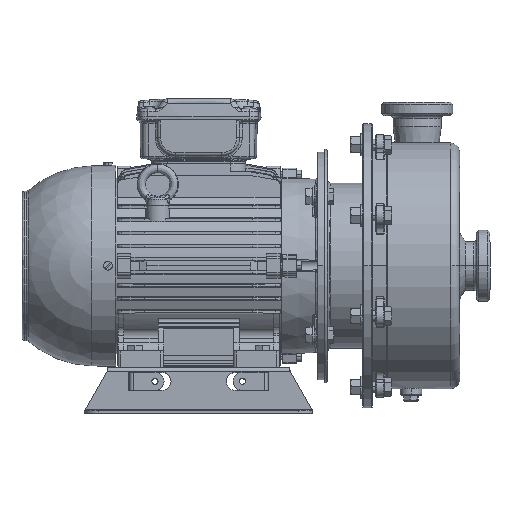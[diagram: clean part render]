
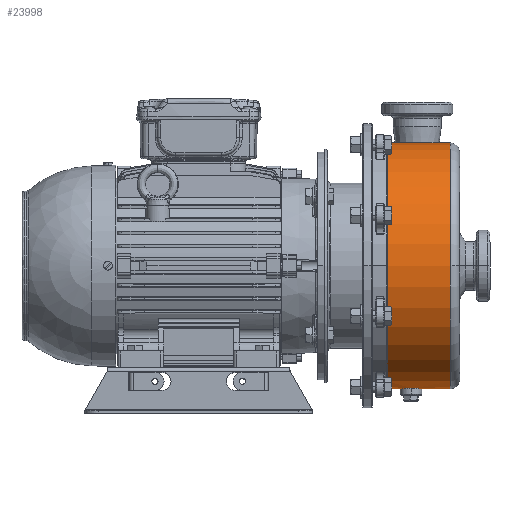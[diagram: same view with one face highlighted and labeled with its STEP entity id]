
A CAD part, top view. The second image highlights one B-rep face of the part: STEP entity #23998.
In plain terms, the highlighted cylindrical face has radius 135 mm (diameter 270 mm), a partial arc.
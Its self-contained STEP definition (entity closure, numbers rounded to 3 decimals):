
#358 = CARTESIAN_POINT ( 'NONE',  ( -79.851, -34.484, -6.34 ) ) ;
#673 = CARTESIAN_POINT ( 'NONE',  ( -79.473, -43.107, -11.922 ) ) ;
#1378 = FACE_OUTER_BOUND ( 'NONE', #51854, .T. ) ;
#2016 = DIRECTION ( 'NONE',  ( 0., 1., 0. ) ) ;
#5606 = CARTESIAN_POINT ( 'NONE',  ( -79.663, -51.984, -9.529 ) ) ;
#5886 = VERTEX_POINT ( 'NONE', #26638 ) ;
#5889 = AXIS2_PLACEMENT_3D ( 'NONE', #94756, #20241, #50212 ) ;
#5957 = CARTESIAN_POINT ( 'NONE',  ( -80., -56.68, -0.793 ) ) ;
#6675 = CARTESIAN_POINT ( 'NONE',  ( -80., -1.64, 0. ) ) ;
#6915 = ORIENTED_EDGE ( 'NONE', *, *, #17281, .F. ) ;
#7840 = CARTESIAN_POINT ( 'NONE',  ( -79.768, -35.639, -7.929 ) ) ;
#8176 = CARTESIAN_POINT ( 'NONE',  ( -79.466, -44.68, -12. ) ) ;
#10081 = DIRECTION ( 'NONE',  ( 0., 1., 0. ) ) ;
#12748 = CARTESIAN_POINT ( 'NONE',  ( -79.466, -45.472, -12. ) ) ;
#13075 = CARTESIAN_POINT ( 'NONE',  ( -79.715, -52.886, -8.764 ) ) ;
#13391 = AXIS2_PLACEMENT_3D ( 'NONE', #46623, #2016, #54084 ) ;
#15303 = CARTESIAN_POINT ( 'NONE',  ( -79.698, -36.76, -9.023 ) ) ;
#15568 = ORIENTED_EDGE ( 'NONE', *, *, #69516, .F. ) ;
#16988 = CIRCLE ( 'NONE', #13391, 135. ) ;
#17119 = B_SPLINE_CURVE_WITH_KNOTS ( 'NONE', 3,
 ( #29636, #37075, #22459, #74454, #29943, #81960, #37411, #89450, #44918, #358, #52412, #7840, #59862, #15303, #67303, #22775, #74792, #30271, #82261, #37750, #89789, #45237, #673, #52742, #8176 ),
 .UNSPECIFIED., .F., .F.,
 ( 4, 2, 2, 1, 2, 2, 2, 2, 2, 2, 2, 2, 4 ),
 ( 0.038, 0.04, 0.041, 0.042, 0.043, 0.045, 0.047, 0.048, 0.049, 0.052, 0.053, 0.054, 0.056 ),
 .UNSPECIFIED. ) ;
#17281 = EDGE_CURVE ( 'NONE', #58610, #89292, #61976, .T. ) ;
#20241 = DIRECTION ( 'NONE',  ( 0., 1., 0. ) ) ;
#20535 = CARTESIAN_POINT ( 'NONE',  ( -79.802, -54.212, -7.332 ) ) ;
#21956 = CARTESIAN_POINT ( 'NONE',  ( 190., 3.379, 0. ) ) ;
#22459 = CARTESIAN_POINT ( 'NONE',  ( -79.993, -32.756, -1.563 ) ) ;
#22775 = CARTESIAN_POINT ( 'NONE',  ( -79.647, -37.689, -9.761 ) ) ;
#23762 = CARTESIAN_POINT ( 'NONE',  ( -80., -32.68, 0. ) ) ;
#23998 = ADVANCED_FACE ( 'NONE', ( #1378 ), #58400, .T. ) ;
#25384 = B_SPLINE_CURVE_WITH_KNOTS ( 'NONE', 3,
 ( #27405, #12748, #72243, #27708, #79719, #35203, #87217, #42692, #94743, #50199, #5606, #57630, #13075, #65070, #20535, #72558, #28037, #80020, #35508, #87553, #43012, #95046, #50518, #5957, #57942 ),
 .UNSPECIFIED., .F., .F.,
 ( 4, 2, 2, 2, 2, 2, 2, 2, 2, 1, 2, 2, 4 ),
 ( 0.056, 0.059, 0.06, 0.061, 0.063, 0.065, 0.066, 0.068, 0.069, 0.07, 0.072, 0.073, 0.075 ),
 .UNSPECIFIED. ) ;
#26638 = CARTESIAN_POINT ( 'NONE',  ( 190., -70.53, 0. ) ) ;
#27405 = CARTESIAN_POINT ( 'NONE',  ( -79.466, -44.68, -12. ) ) ;
#27708 = CARTESIAN_POINT ( 'NONE',  ( -79.493, -47.403, -11.694 ) ) ;
#28037 = CARTESIAN_POINT ( 'NONE',  ( -79.867, -55.074, -6.009 ) ) ;
#29636 = CARTESIAN_POINT ( 'NONE',  ( -80., -32.68, 0. ) ) ;
#29943 = CARTESIAN_POINT ( 'NONE',  ( -79.965, -33.083, -3.11 ) ) ;
#30271 = CARTESIAN_POINT ( 'NONE',  ( -79.569, -39.356, -10.783 ) ) ;
#33794 = CARTESIAN_POINT ( 'NONE',  ( -80., 3.379, 0. ) ) ;
#34211 = CARTESIAN_POINT ( 'NONE',  ( -79.466, -44.68, -12. ) ) ;
#34264 = CARTESIAN_POINT ( 'NONE',  ( 55., -1.64, 0. ) ) ;
#35203 = CARTESIAN_POINT ( 'NONE',  ( -79.52, -48.536, -11.37 ) ) ;
#35508 = CARTESIAN_POINT ( 'NONE',  ( -79.923, -55.78, -4.61 ) ) ;
#37075 = CARTESIAN_POINT ( 'NONE',  ( -80., -32.68, -0.784 ) ) ;
#37411 = CARTESIAN_POINT ( 'NONE',  ( -79.923, -33.576, -4.599 ) ) ;
#37750 = CARTESIAN_POINT ( 'NONE',  ( -79.52, -40.821, -11.369 ) ) ;
#41725 = DIRECTION ( 'NONE',  ( -1., 0., 0. ) ) ;
#42692 = CARTESIAN_POINT ( 'NONE',  ( -79.569, -50., -10.785 ) ) ;
#43012 = CARTESIAN_POINT ( 'NONE',  ( -79.964, -56.273, -3.124 ) ) ;
#44918 = CARTESIAN_POINT ( 'NONE',  ( -79.867, -34.28, -6. ) ) ;
#45237 = CARTESIAN_POINT ( 'NONE',  ( -79.493, -41.956, -11.693 ) ) ;
#46623 = CARTESIAN_POINT ( 'NONE',  ( 55., -70.53, 0. ) ) ;
#48751 = DIRECTION ( 'NONE',  ( 0., 1., 0. ) ) ;
#49033 = ORIENTED_EDGE ( 'NONE', *, *, #75496, .T. ) ;
#50199 = CARTESIAN_POINT ( 'NONE',  ( -79.647, -51.667, -9.764 ) ) ;
#50212 = DIRECTION ( 'NONE',  ( -1., 0., 0. ) ) ;
#50518 = CARTESIAN_POINT ( 'NONE',  ( -79.993, -56.602, -1.577 ) ) ;
#51506 = VECTOR ( 'NONE', #73982, 1000. ) ;
#51854 = EDGE_LOOP ( 'NONE', ( #55829, #71733, #68516, #79736, #15568, #49033, #6915 ) ) ;
#52412 = CARTESIAN_POINT ( 'NONE',  ( -79.803, -35.142, -7.325 ) ) ;
#52742 = CARTESIAN_POINT ( 'NONE',  ( -79.466, -43.887, -12. ) ) ;
#54084 = DIRECTION ( 'NONE',  ( -1., 0., 0. ) ) ;
#54627 = CARTESIAN_POINT ( 'NONE',  ( -80., 3.379, 0. ) ) ;
#55365 = EDGE_CURVE ( 'NONE', #81356, #68897, #95813, .T. ) ;
#55829 = ORIENTED_EDGE ( 'NONE', *, *, #93664, .F. ) ;
#56205 = VECTOR ( 'NONE', #48751, 1000. ) ;
#57630 = CARTESIAN_POINT ( 'NONE',  ( -79.698, -52.595, -9.028 ) ) ;
#57942 = CARTESIAN_POINT ( 'NONE',  ( -80., -56.68, 0. ) ) ;
#58400 = CYLINDRICAL_SURFACE ( 'NONE', #5889, 135. ) ;
#58610 = VERTEX_POINT ( 'NONE', #79049 ) ;
#59862 = CARTESIAN_POINT ( 'NONE',  ( -79.716, -36.469, -8.759 ) ) ;
#61976 = CIRCLE ( 'NONE', #92095, 135. ) ;
#63078 = VECTOR ( 'NONE', #10081, 1000. ) ;
#64098 = CARTESIAN_POINT ( 'NONE',  ( -80., -70.53, 0. ) ) ;
#65070 = CARTESIAN_POINT ( 'NONE',  ( -79.768, -53.716, -7.935 ) ) ;
#65416 = LINE ( 'NONE', #54627, #63078 ) ;
#67303 = CARTESIAN_POINT ( 'NONE',  ( -79.664, -37.371, -9.525 ) ) ;
#68516 = ORIENTED_EDGE ( 'NONE', *, *, #55365, .T. ) ;
#68897 = VERTEX_POINT ( 'NONE', #94504 ) ;
#69516 = EDGE_CURVE ( 'NONE', #75406, #92969, #17119, .T. ) ;
#71195 = LINE ( 'NONE', #21956, #51506 ) ;
#71733 = ORIENTED_EDGE ( 'NONE', *, *, #89512, .T. ) ;
#72243 = CARTESIAN_POINT ( 'NONE',  ( -79.473, -46.253, -11.922 ) ) ;
#72558 = CARTESIAN_POINT ( 'NONE',  ( -79.851, -54.87, -6.35 ) ) ;
#73982 = DIRECTION ( 'NONE',  ( 0., 1., 0. ) ) ;
#74454 = CARTESIAN_POINT ( 'NONE',  ( -79.973, -32.987, -2.724 ) ) ;
#74792 = CARTESIAN_POINT ( 'NONE',  ( -79.598, -38.667, -10.415 ) ) ;
#75406 = VERTEX_POINT ( 'NONE', #23762 ) ;
#75496 = EDGE_CURVE ( 'NONE', #75406, #89292, #65416, .T. ) ;
#79049 = CARTESIAN_POINT ( 'NONE',  ( 190., -1.64, 0. ) ) ;
#79719 = CARTESIAN_POINT ( 'NONE',  ( -79.501, -47.783, -11.599 ) ) ;
#79736 = ORIENTED_EDGE ( 'NONE', *, *, #96104, .F. ) ;
#80020 = CARTESIAN_POINT ( 'NONE',  ( -79.896, -55.445, -5.317 ) ) ;
#81356 = VERTEX_POINT ( 'NONE', #64098 ) ;
#81960 = CARTESIAN_POINT ( 'NONE',  ( -79.945, -33.312, -3.862 ) ) ;
#82261 = CARTESIAN_POINT ( 'NONE',  ( -79.532, -40.446, -11.235 ) ) ;
#86277 = DIRECTION ( 'NONE',  ( 0., 1., 0. ) ) ;
#87217 = CARTESIAN_POINT ( 'NONE',  ( -79.532, -48.911, -11.236 ) ) ;
#87553 = CARTESIAN_POINT ( 'NONE',  ( -79.945, -56.044, -3.875 ) ) ;
#89292 = VERTEX_POINT ( 'NONE', #6675 ) ;
#89450 = CARTESIAN_POINT ( 'NONE',  ( -79.896, -33.91, -5.307 ) ) ;
#89512 = EDGE_CURVE ( 'NONE', #5886, #81356, #16988, .T. ) ;
#89789 = CARTESIAN_POINT ( 'NONE',  ( -79.501, -41.576, -11.598 ) ) ;
#92095 = AXIS2_PLACEMENT_3D ( 'NONE', #34264, #86277, #41725 ) ;
#92969 = VERTEX_POINT ( 'NONE', #34211 ) ;
#93664 = EDGE_CURVE ( 'NONE', #5886, #58610, #71195, .T. ) ;
#94504 = CARTESIAN_POINT ( 'NONE',  ( -80., -56.68, 0. ) ) ;
#94743 = CARTESIAN_POINT ( 'NONE',  ( -79.598, -50.689, -10.417 ) ) ;
#94756 = CARTESIAN_POINT ( 'NONE',  ( 55., 3.379, 0. ) ) ;
#95046 = CARTESIAN_POINT ( 'NONE',  ( -79.973, -56.37, -2.74 ) ) ;
#95813 = LINE ( 'NONE', #33794, #56205 ) ;
#96104 = EDGE_CURVE ( 'NONE', #92969, #68897, #25384, .T. ) ;
